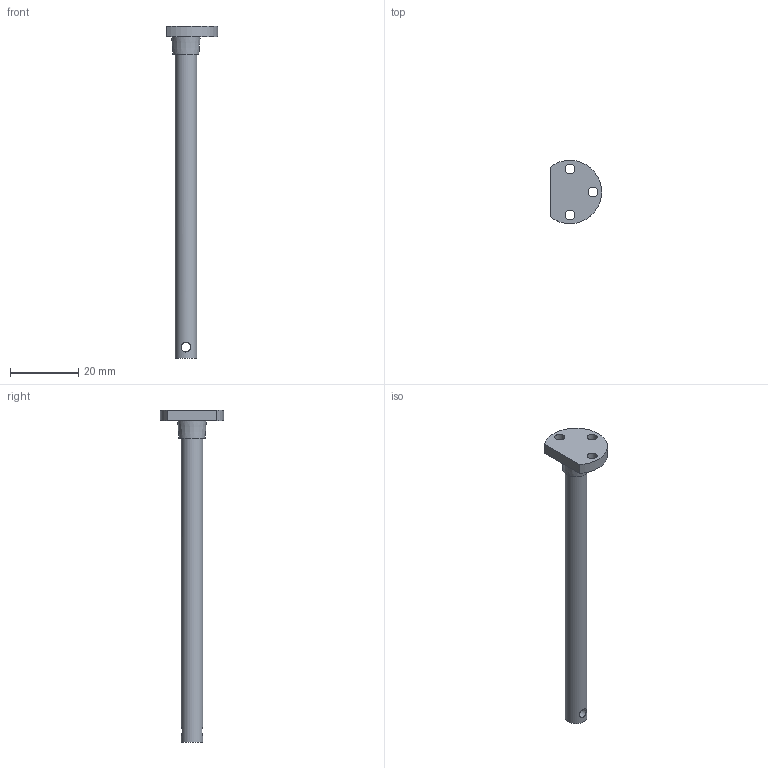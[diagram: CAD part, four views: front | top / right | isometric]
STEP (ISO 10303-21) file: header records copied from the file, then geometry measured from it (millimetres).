
FILE_DESCRIPTION(/* description */ (''),/* implementation_level */ '2;1');
FILE_NAME(/* name */ 'slide rod.stp',/* time_stamp */ '2017-03-13T18:27:37-04:00',/* author */ ('qupec'),/* organization */ (''),/* preprocessor_version */ 'ST-DEVELOPER v16.5',/* originating_system */ 'Autodesk Inventor 2017',/* authorisation */ '');
FILE_SCHEMA (('AUTOMOTIVE_DESIGN { 1 0 10303 214 3 1 1 }'));
Length unit declared in the file: inch
Products named in the file (1): slide rod
Bounding box: 14.99 x 18.54 x 97.16 mm (x, y, z)
Volume: 3713.5 mm3; surface area: 2625.2 mm2
Topology: 1 solids, 1 shells, 12 faces, 32 edges, 23 vertices
Faces by surface type: cylinder 6, plane 5, cone 1
Full cylindrical faces by diameter (mm): 2.845 x4, 6.35 x1
Entity records: 425 total; most frequent: CARTESIAN_POINT 118, DIRECTION 56, ORIENTED_EDGE 38, EDGE_LOOP 28, AXIS2_PLACEMENT_3D 26, EDGE_CURVE 19, VERTEX_POINT 17, FACE_BOUND 16
